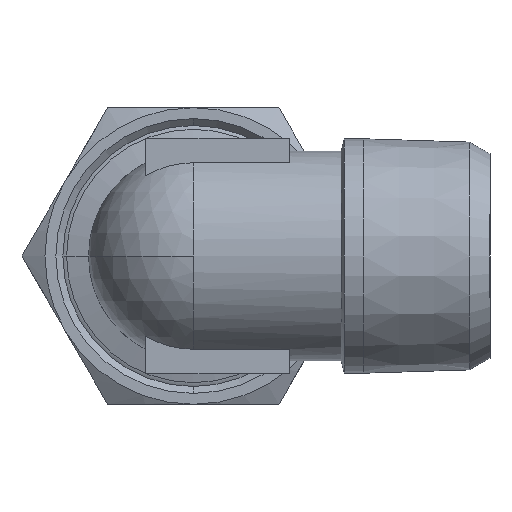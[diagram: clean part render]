
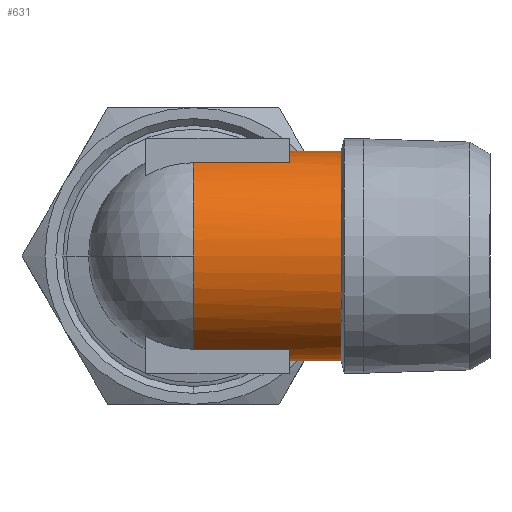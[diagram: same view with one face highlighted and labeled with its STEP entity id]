
A CAD part, left-side view. The second image highlights one B-rep face of the part: STEP entity #631.
In plain terms, the highlighted cylindrical face has radius 12 mm (diameter 24 mm), a partial arc.
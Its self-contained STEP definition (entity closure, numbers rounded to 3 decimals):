
#63 = EDGE_LOOP ( 'NONE', ( #1722, #1723, #1724, #1725, #1726, #1715, #1716, #1717, #1719 ) ) ;
#142 = VERTEX_POINT ( 'NONE', #1302 ) ;
#153 = VERTEX_POINT ( 'NONE', #1291 ) ;
#160 = VERTEX_POINT ( 'NONE', #1284 ) ;
#165 = VERTEX_POINT ( 'NONE', #1279 ) ;
#166 = VERTEX_POINT ( 'NONE', #1278 ) ;
#171 = VERTEX_POINT ( 'NONE', #1273 ) ;
#172 = VERTEX_POINT ( 'NONE', #1272 ) ;
#174 = VERTEX_POINT ( 'NONE', #1270 ) ;
#183 = VERTEX_POINT ( 'NONE', #1261 ) ;
#344 = DIRECTION ( 'NONE',  ( 0., -1., 0. ) ) ;
#345 = CARTESIAN_POINT ( 'NONE',  ( 0., 0., 0. ) ) ;
#346 = DIRECTION ( 'NONE',  ( 0., 0., -1. ) ) ;
#631 = ADVANCED_FACE ( 'NONE', ( #1925 ), #1939, .T. ) ;
#735 = CARTESIAN_POINT ( 'NONE',  ( 0., 37., 0. ) ) ;
#736 = DIRECTION ( 'NONE',  ( 0., -1., 0. ) ) ;
#737 = DIRECTION ( 'NONE',  ( 0., 0., -1. ) ) ;
#765 = DIRECTION ( 'NONE',  ( 0., -1., 0. ) ) ;
#769 = DIRECTION ( 'NONE',  ( 0., -1., 0. ) ) ;
#770 = CARTESIAN_POINT ( 'NONE',  ( 0., 0., -12. ) ) ;
#771 = CARTESIAN_POINT ( 'NONE',  ( 0., 0., 12. ) ) ;
#825 = CARTESIAN_POINT ( 'NONE',  ( 0., 20.072, 0. ) ) ;
#826 = DIRECTION ( 'NONE',  ( 0., -1., 0. ) ) ;
#827 = DIRECTION ( 'NONE',  ( 0., 0., -1. ) ) ;
#828 = CARTESIAN_POINT ( 'NONE',  ( -5.462, 0., 10.685 ) ) ;
#829 = DIRECTION ( 'NONE',  ( 0., 1., 0. ) ) ;
#833 = CARTESIAN_POINT ( 'NONE',  ( -5.462, 0., -10.685 ) ) ;
#834 = DIRECTION ( 'NONE',  ( 0., -1., 0. ) ) ;
#835 = CARTESIAN_POINT ( 'NONE',  ( 0., 25.962, 0. ) ) ;
#836 = DIRECTION ( 'NONE',  ( 0., -1., 0. ) ) ;
#837 = DIRECTION ( 'NONE',  ( -1., 0., 0. ) ) ;
#840 = CARTESIAN_POINT ( 'NONE',  ( 0., 37., 0. ) ) ;
#841 = DIRECTION ( 'NONE',  ( 0., -1., 0. ) ) ;
#842 = DIRECTION ( 'NONE',  ( 0., 0., -1. ) ) ;
#845 = CARTESIAN_POINT ( 'NONE',  ( 0., 25.962, 0. ) ) ;
#846 = DIRECTION ( 'NONE',  ( 0., -1., 0. ) ) ;
#847 = DIRECTION ( 'NONE',  ( -1., 0., 0. ) ) ;
#1104 = AXIS2_PLACEMENT_3D ( 'NONE', #345, #344, #346 ) ;
#1126 = AXIS2_PLACEMENT_3D ( 'NONE', #735, #736, #737 ) ;
#1144 = AXIS2_PLACEMENT_3D ( 'NONE', #825, #826, #827 ) ;
#1146 = AXIS2_PLACEMENT_3D ( 'NONE', #835, #836, #837 ) ;
#1147 = AXIS2_PLACEMENT_3D ( 'NONE', #840, #841, #842 ) ;
#1148 = AXIS2_PLACEMENT_3D ( 'NONE', #845, #846, #847 ) ;
#1261 = CARTESIAN_POINT ( 'NONE',  ( -5.462, 37., 10.685 ) ) ;
#1270 = CARTESIAN_POINT ( 'NONE',  ( -5.462, 25.962, 10.685 ) ) ;
#1272 = CARTESIAN_POINT ( 'NONE',  ( 0., 20.072, 12. ) ) ;
#1273 = CARTESIAN_POINT ( 'NONE',  ( 0., 20.072, -12. ) ) ;
#1278 = CARTESIAN_POINT ( 'NONE',  ( -5.462, 25.962, -10.685 ) ) ;
#1279 = CARTESIAN_POINT ( 'NONE',  ( 0., 25.962, -12. ) ) ;
#1284 = CARTESIAN_POINT ( 'NONE',  ( -12., 37., 0. ) ) ;
#1291 = CARTESIAN_POINT ( 'NONE',  ( 0., 25.962, 12. ) ) ;
#1302 = CARTESIAN_POINT ( 'NONE',  ( -5.462, 37., -10.685 ) ) ;
#1367 = EDGE_CURVE ( 'NONE', #160, #142, #1988, .T. ) ;
#1380 = EDGE_CURVE ( 'NONE', #153, #172, #1997, .T. ) ;
#1382 = EDGE_CURVE ( 'NONE', #165, #171, #2011, .T. ) ;
#1401 = EDGE_CURVE ( 'NONE', #172, #171, #2038, .T. ) ;
#1403 = EDGE_CURVE ( 'NONE', #153, #174, #2040, .T. ) ;
#1404 = EDGE_CURVE ( 'NONE', #174, #183, #2041, .T. ) ;
#1405 = EDGE_CURVE ( 'NONE', #183, #160, #2042, .T. ) ;
#1406 = EDGE_CURVE ( 'NONE', #142, #166, #2044, .T. ) ;
#1407 = EDGE_CURVE ( 'NONE', #166, #165, #2045, .T. ) ;
#1715 = ORIENTED_EDGE ( 'NONE', *, *, #1406, .T. ) ;
#1716 = ORIENTED_EDGE ( 'NONE', *, *, #1407, .T. ) ;
#1717 = ORIENTED_EDGE ( 'NONE', *, *, #1382, .T. ) ;
#1719 = ORIENTED_EDGE ( 'NONE', *, *, #1401, .F. ) ;
#1722 = ORIENTED_EDGE ( 'NONE', *, *, #1380, .F. ) ;
#1723 = ORIENTED_EDGE ( 'NONE', *, *, #1403, .T. ) ;
#1724 = ORIENTED_EDGE ( 'NONE', *, *, #1404, .T. ) ;
#1725 = ORIENTED_EDGE ( 'NONE', *, *, #1405, .T. ) ;
#1726 = ORIENTED_EDGE ( 'NONE', *, *, #1367, .T. ) ;
#1925 = FACE_OUTER_BOUND ( 'NONE', #63, .T. ) ;
#1939 = CYLINDRICAL_SURFACE ( 'NONE', #1104, 12. ) ;
#1988 = CIRCLE ( 'NONE', #1126, 12. ) ;
#1997 = LINE ( 'NONE', #771, #2010 ) ;
#2010 = VECTOR ( 'NONE', #765, 1000. ) ;
#2011 = LINE ( 'NONE', #770, #2013 ) ;
#2013 = VECTOR ( 'NONE', #769, 1000. ) ;
#2038 = CIRCLE ( 'NONE', #1144, 12. ) ;
#2040 = CIRCLE ( 'NONE', #1146, 12. ) ;
#2041 = LINE ( 'NONE', #828, #2043 ) ;
#2042 = CIRCLE ( 'NONE', #1147, 12. ) ;
#2043 = VECTOR ( 'NONE', #829, 1000. ) ;
#2044 = LINE ( 'NONE', #833, #2046 ) ;
#2045 = CIRCLE ( 'NONE', #1148, 12. ) ;
#2046 = VECTOR ( 'NONE', #834, 1000. ) ;
